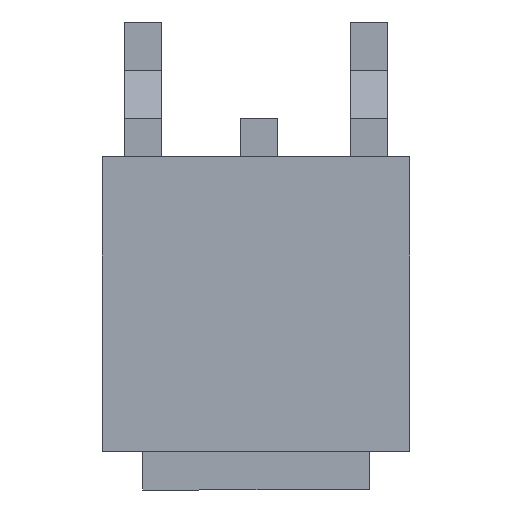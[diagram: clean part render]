
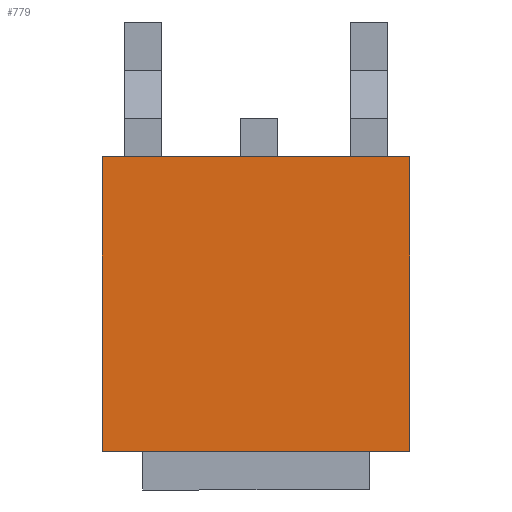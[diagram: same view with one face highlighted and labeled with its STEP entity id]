
A CAD part, front view. The second image highlights one B-rep face of the part: STEP entity #779.
In plain terms, the highlighted planar face has unit normal (0, -1, 0).
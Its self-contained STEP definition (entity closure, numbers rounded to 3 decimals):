
#43 = PLANE ( 'NONE',  #336 ) ;
#85 = VERTEX_POINT ( 'NONE', #103 ) ;
#87 = VERTEX_POINT ( 'NONE', #199 ) ;
#94 = VECTOR ( 'NONE', #1143, 1000. ) ;
#103 = CARTESIAN_POINT ( 'NONE',  ( 11.296, 0., -19.788 ) ) ;
#141 = VECTOR ( 'NONE', #1054, 1000. ) ;
#147 = CARTESIAN_POINT ( 'NONE',  ( 4.896, 0., -25.913 ) ) ;
#162 = DIRECTION ( 'NONE',  ( -1., 0., 0. ) ) ;
#191 = EDGE_CURVE ( 'NONE', #85, #738, #760, .T. ) ;
#199 = CARTESIAN_POINT ( 'NONE',  ( 4.896, 0., -25.913 ) ) ;
#217 = CARTESIAN_POINT ( 'NONE',  ( 0., 0., 0. ) ) ;
#247 = ORIENTED_EDGE ( 'NONE', *, *, #837, .F. ) ;
#290 = ORIENTED_EDGE ( 'NONE', *, *, #446, .F. ) ;
#309 = DIRECTION ( 'NONE',  ( 0., 1., 0. ) ) ;
#322 = LINE ( 'NONE', #147, #94 ) ;
#336 = AXIS2_PLACEMENT_3D ( 'NONE', #217, #309, #935 ) ;
#338 = CARTESIAN_POINT ( 'NONE',  ( 4.896, 0., -19.788 ) ) ;
#382 = LINE ( 'NONE', #338, #141 ) ;
#409 = CARTESIAN_POINT ( 'NONE',  ( 11.296, 0., -25.913 ) ) ;
#446 = EDGE_CURVE ( 'NONE', #87, #765, #322, .T. ) ;
#494 = LINE ( 'NONE', #676, #1067 ) ;
#558 = CARTESIAN_POINT ( 'NONE',  ( 11.296, 0., -25.913 ) ) ;
#676 = CARTESIAN_POINT ( 'NONE',  ( 4.896, 0., -25.913 ) ) ;
#723 = ORIENTED_EDGE ( 'NONE', *, *, #191, .F. ) ;
#738 = VERTEX_POINT ( 'NONE', #558 ) ;
#752 = FACE_OUTER_BOUND ( 'NONE', #1093, .T. ) ;
#760 = LINE ( 'NONE', #409, #936 ) ;
#765 = VERTEX_POINT ( 'NONE', #930 ) ;
#779 = ADVANCED_FACE ( 'NONE', ( #752 ), #43, .F. ) ;
#837 = EDGE_CURVE ( 'NONE', #738, #87, #494, .T. ) ;
#930 = CARTESIAN_POINT ( 'NONE',  ( 4.896, 0., -19.788 ) ) ;
#935 = DIRECTION ( 'NONE',  ( 0., 0., 1. ) ) ;
#936 = VECTOR ( 'NONE', #1036, 1000. ) ;
#949 = EDGE_CURVE ( 'NONE', #765, #85, #382, .T. ) ;
#1036 = DIRECTION ( 'NONE',  ( 0., 0., -1. ) ) ;
#1054 = DIRECTION ( 'NONE',  ( 1., 0., 0. ) ) ;
#1055 = ORIENTED_EDGE ( 'NONE', *, *, #949, .F. ) ;
#1067 = VECTOR ( 'NONE', #162, 1000. ) ;
#1093 = EDGE_LOOP ( 'NONE', ( #290, #247, #723, #1055 ) ) ;
#1143 = DIRECTION ( 'NONE',  ( 0., 0., 1. ) ) ;
